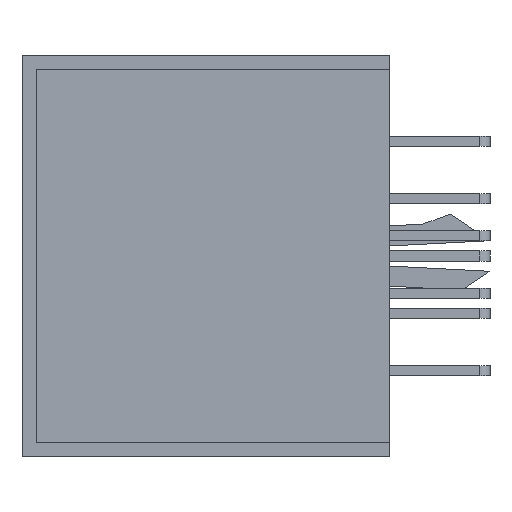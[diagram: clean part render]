
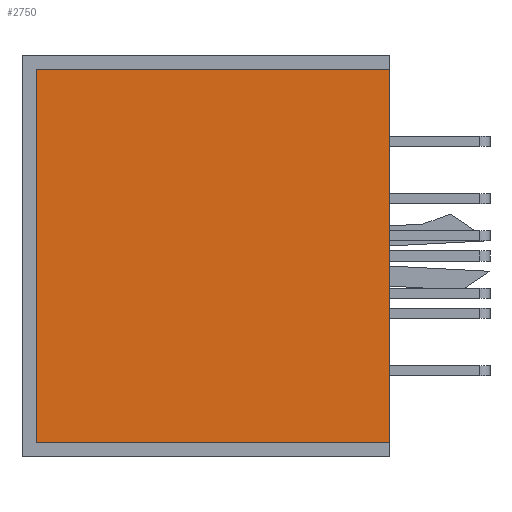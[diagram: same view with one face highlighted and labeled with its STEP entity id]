
A CAD part, left-side view. The second image highlights one B-rep face of the part: STEP entity #2750.
In plain terms, the highlighted planar face has unit normal (-1, 0, 0).
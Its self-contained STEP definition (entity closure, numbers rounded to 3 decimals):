
#65 = VECTOR ( 'NONE', #2468, 1000. ) ;
#241 = CARTESIAN_POINT ( 'NONE',  ( -12.4, 6.3, 6.5 ) ) ;
#316 = DIRECTION ( 'NONE',  ( 0., 1., 0. ) ) ;
#385 = LINE ( 'NONE', #2394, #65 ) ;
#513 = ORIENTED_EDGE ( 'NONE', *, *, #4006, .F. ) ;
#927 = ORIENTED_EDGE ( 'NONE', *, *, #5762, .F. ) ;
#1004 = VERTEX_POINT ( 'NONE', #5898 ) ;
#1135 = VERTEX_POINT ( 'NONE', #1244 ) ;
#1244 = CARTESIAN_POINT ( 'NONE',  ( -12.4, 5.8, 6.5 ) ) ;
#1593 = EDGE_LOOP ( 'NONE', ( #4872, #927, #4097, #513 ) ) ;
#1939 = CARTESIAN_POINT ( 'NONE',  ( -12.4, -6.5, 6.5 ) ) ;
#2383 = AXIS2_PLACEMENT_3D ( 'NONE', #3969, #2453, #6587 ) ;
#2394 = CARTESIAN_POINT ( 'NONE',  ( -12.4, -6.5, 7. ) ) ;
#2453 = DIRECTION ( 'NONE',  ( -1., 0., 0. ) ) ;
#2468 = DIRECTION ( 'NONE',  ( 0., 0., -1. ) ) ;
#2750 = ADVANCED_FACE ( 'NONE', ( #6078 ), #6074, .T. ) ;
#2790 = VERTEX_POINT ( 'NONE', #1939 ) ;
#3013 = DIRECTION ( 'NONE',  ( 0., 0., 1. ) ) ;
#3022 = CARTESIAN_POINT ( 'NONE',  ( -12.4, 5.8, 7. ) ) ;
#3031 = VECTOR ( 'NONE', #3013, 1000. ) ;
#3052 = LINE ( 'NONE', #241, #6657 ) ;
#3444 = DIRECTION ( 'NONE',  ( 0., -1., 0. ) ) ;
#3951 = CARTESIAN_POINT ( 'NONE',  ( -12.4, 6.3, -6.5 ) ) ;
#3969 = CARTESIAN_POINT ( 'NONE',  ( -12.4, 6.3, -7. ) ) ;
#3983 = EDGE_CURVE ( 'NONE', #1135, #2790, #3052, .T. ) ;
#3992 = VECTOR ( 'NONE', #316, 1000. ) ;
#4006 = EDGE_CURVE ( 'NONE', #2790, #5802, #385, .T. ) ;
#4097 = ORIENTED_EDGE ( 'NONE', *, *, #6017, .F. ) ;
#4302 = LINE ( 'NONE', #3951, #3992 ) ;
#4872 = ORIENTED_EDGE ( 'NONE', *, *, #3983, .F. ) ;
#5762 = EDGE_CURVE ( 'NONE', #1004, #1135, #5819, .T. ) ;
#5802 = VERTEX_POINT ( 'NONE', #6340 ) ;
#5819 = LINE ( 'NONE', #3022, #3031 ) ;
#5898 = CARTESIAN_POINT ( 'NONE',  ( -12.4, 5.8, -6.5 ) ) ;
#6017 = EDGE_CURVE ( 'NONE', #5802, #1004, #4302, .T. ) ;
#6074 = PLANE ( 'NONE',  #2383 ) ;
#6078 = FACE_OUTER_BOUND ( 'NONE', #1593, .T. ) ;
#6340 = CARTESIAN_POINT ( 'NONE',  ( -12.4, -6.5, -6.5 ) ) ;
#6587 = DIRECTION ( 'NONE',  ( 0., 0., 1. ) ) ;
#6657 = VECTOR ( 'NONE', #3444, 1000. ) ;
